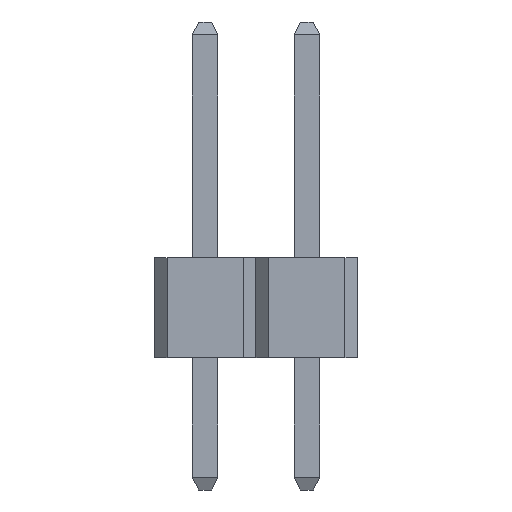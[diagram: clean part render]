
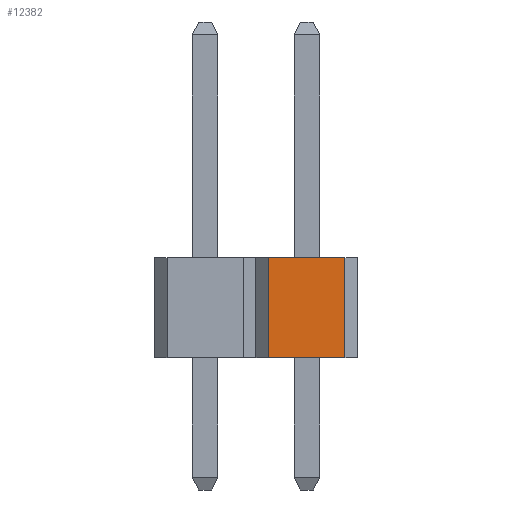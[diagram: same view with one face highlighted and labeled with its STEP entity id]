
A CAD part, left-side view. The second image highlights one B-rep face of the part: STEP entity #12382.
In plain terms, the highlighted planar face has unit normal (-1, 0, 0).
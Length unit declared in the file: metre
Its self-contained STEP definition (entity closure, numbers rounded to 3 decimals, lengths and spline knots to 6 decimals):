
#2460=ORIENTED_EDGE('',*,*,#4624,.T.);
#2461=ORIENTED_EDGE('',*,*,#4625,.T.);
#2462=ORIENTED_EDGE('',*,*,#4626,.F.);
#2463=ORIENTED_EDGE('',*,*,#4627,.T.);
#4624=EDGE_CURVE('',#5822,#5823,#7314,.T.);
#4625=EDGE_CURVE('',#5823,#5824,#7315,.T.);
#4626=EDGE_CURVE('',#5825,#5824,#7316,.T.);
#4627=EDGE_CURVE('',#5825,#5822,#7317,.T.);
#5822=VERTEX_POINT('',#19842);
#5823=VERTEX_POINT('',#19843);
#5824=VERTEX_POINT('',#19845);
#5825=VERTEX_POINT('',#19847);
#7314=LINE('',#19841,#8976);
#7315=LINE('',#19844,#8977);
#7316=LINE('',#19846,#8978);
#7317=LINE('',#19848,#8979);
#8976=VECTOR('',#16489,1.);
#8977=VECTOR('',#16490,1.);
#8978=VECTOR('',#16491,1.);
#8979=VECTOR('',#16492,1.);
#10058=EDGE_LOOP('',(#2460,#2461,#2462,#2463));
#10842=FACE_BOUND('',#10058,.T.);
#11626=PLANE('',#13871);
#12382=ADVANCED_FACE('',(#10842),#11626,.F.);
#13871=AXIS2_PLACEMENT_3D('',#19840,#16487,#16488);
#16487=DIRECTION('',(1.,0.,0.));
#16488=DIRECTION('',(0.,0.,-1.));
#16489=DIRECTION('',(0.,-1.,0.));
#16490=DIRECTION('',(0.,0.,1.));
#16491=DIRECTION('',(0.,-1.,0.));
#16492=DIRECTION('',(0.,0.,-1.));
#19840=CARTESIAN_POINT('',(-0.00127,0.,0.0025));
#19841=CARTESIAN_POINT('',(-0.00127,0.,0.));
#19842=CARTESIAN_POINT('',(-0.00127,0.00095,0.));
#19843=CARTESIAN_POINT('',(-0.00127,-0.00095,0.));
#19844=CARTESIAN_POINT('',(-0.00127,-0.00095,0.0025));
#19845=CARTESIAN_POINT('',(-0.00127,-0.00095,0.0025));
#19846=CARTESIAN_POINT('',(-0.00127,0.,0.0025));
#19847=CARTESIAN_POINT('',(-0.00127,0.00095,0.0025));
#19848=CARTESIAN_POINT('',(-0.00127,0.00095,0.));
